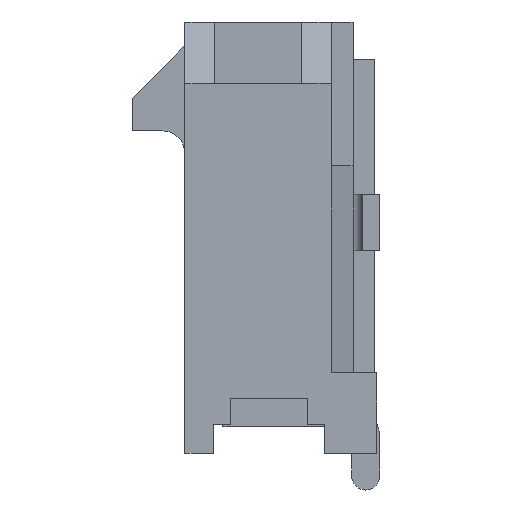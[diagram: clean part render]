
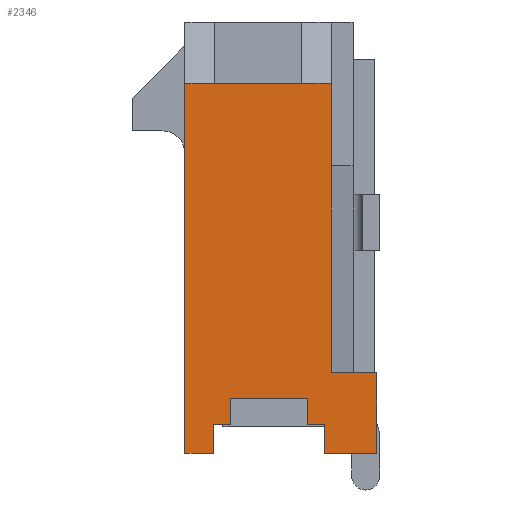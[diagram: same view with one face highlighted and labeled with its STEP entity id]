
A CAD part, left-side view. The second image highlights one B-rep face of the part: STEP entity #2346.
In plain terms, the highlighted planar face has unit normal (-1, 0, 0).
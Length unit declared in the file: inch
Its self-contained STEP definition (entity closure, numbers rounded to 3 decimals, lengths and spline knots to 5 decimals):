
#43 = CARTESIAN_POINT ( 'NONE',  ( -0.18996, -0.09724, 0.06496 ) ) ;
#216 = VERTEX_POINT ( 'NONE', #525 ) ;
#231 = VECTOR ( 'NONE', #4309, 39.37008 ) ;
#267 = EDGE_CURVE ( 'NONE', #5012, #216, #405, .T. ) ;
#314 = VECTOR ( 'NONE', #1059, 39.37008 ) ;
#405 = LINE ( 'NONE', #43, #231 ) ;
#413 = DIRECTION ( 'NONE',  ( 0., -1., 0. ) ) ;
#525 = CARTESIAN_POINT ( 'NONE',  ( -0.18996, -0.09724, -0.12205 ) ) ;
#551 = LINE ( 'NONE', #3030, #6142 ) ;
#575 = VERTEX_POINT ( 'NONE', #3946 ) ;
#628 = EDGE_CURVE ( 'NONE', #3880, #575, #2377, .T. ) ;
#709 = ORIENTED_EDGE ( 'NONE', *, *, #1127, .F. ) ;
#715 = VECTOR ( 'NONE', #5601, 39.37008 ) ;
#718 = LINE ( 'NONE', #2892, #1869 ) ;
#786 = DIRECTION ( 'NONE',  ( 0., 1., 0. ) ) ;
#824 = EDGE_CURVE ( 'NONE', #1396, #2814, #718, .T. ) ;
#832 = CARTESIAN_POINT ( 'NONE',  ( -0.18996, -0.0563, 0.13976 ) ) ;
#844 = CARTESIAN_POINT ( 'NONE',  ( -0.18996, -0.03445, -0.1685 ) ) ;
#918 = EDGE_CURVE ( 'NONE', #6011, #2897, #5285, .T. ) ;
#922 = DIRECTION ( 'NONE',  ( 0., 0., -1. ) ) ;
#964 = EDGE_CURVE ( 'NONE', #2897, #3004, #3734, .T. ) ;
#1059 = DIRECTION ( 'NONE',  ( 0., 1., 0. ) ) ;
#1127 = EDGE_CURVE ( 'NONE', #5012, #5120, #2620, .T. ) ;
#1143 = VECTOR ( 'NONE', #5187, 39.37008 ) ;
#1154 = LINE ( 'NONE', #844, #2981 ) ;
#1323 = LINE ( 'NONE', #2896, #3083 ) ;
#1349 = EDGE_CURVE ( 'NONE', #5892, #2713, #1939, .T. ) ;
#1396 = VERTEX_POINT ( 'NONE', #2844 ) ;
#1413 = DIRECTION ( 'NONE',  ( 0., 0., 1. ) ) ;
#1426 = CARTESIAN_POINT ( 'NONE',  ( -0.18996, 0.04921, 0.13976 ) ) ;
#1452 = DIRECTION ( 'NONE',  ( 0., -1., 0. ) ) ;
#1520 = ORIENTED_EDGE ( 'NONE', *, *, #4140, .T. ) ;
#1653 = VERTEX_POINT ( 'NONE', #5314 ) ;
#1654 = VECTOR ( 'NONE', #6406, 39.37008 ) ;
#1703 = EDGE_CURVE ( 'NONE', #1964, #3004, #5367, .T. ) ;
#1735 = CARTESIAN_POINT ( 'NONE',  ( -0.18996, 0.05, -0.1685 ) ) ;
#1837 = ORIENTED_EDGE ( 'NONE', *, *, #4768, .T. ) ;
#1869 = VECTOR ( 'NONE', #786, 39.37008 ) ;
#1896 = LINE ( 'NONE', #3675, #314 ) ;
#1906 = DIRECTION ( 'NONE',  ( 0., 0., 1. ) ) ;
#1935 = DIRECTION ( 'NONE',  ( 0., 1., 0. ) ) ;
#1939 = LINE ( 'NONE', #3186, #4685 ) ;
#1964 = VERTEX_POINT ( 'NONE', #5546 ) ;
#2043 = LINE ( 'NONE', #1735, #4527 ) ;
#2077 = ORIENTED_EDGE ( 'NONE', *, *, #3732, .F. ) ;
#2225 = EDGE_CURVE ( 'NONE', #2814, #4732, #1154, .T. ) ;
#2256 = ORIENTED_EDGE ( 'NONE', *, *, #267, .T. ) ;
#2346 = ADVANCED_FACE ( 'NONE', ( #7026 ), #5302, .F. ) ;
#2377 = LINE ( 'NONE', #6166, #1143 ) ;
#2465 = CARTESIAN_POINT ( 'NONE',  ( -0.18996, -0.05, -0.19488 ) ) ;
#2552 = VECTOR ( 'NONE', #1906, 39.37008 ) ;
#2570 = CARTESIAN_POINT ( 'NONE',  ( -0.18996, 0.03445, -0.14488 ) ) ;
#2620 = LINE ( 'NONE', #5202, #5965 ) ;
#2626 = VECTOR ( 'NONE', #4511, 39.37008 ) ;
#2661 = CARTESIAN_POINT ( 'NONE',  ( -0.18996, -0.0563, 0.06496 ) ) ;
#2713 = VERTEX_POINT ( 'NONE', #5444 ) ;
#2814 = VERTEX_POINT ( 'NONE', #3480 ) ;
#2820 = CARTESIAN_POINT ( 'NONE',  ( -0.18996, -0.03445, -0.14488 ) ) ;
#2844 = CARTESIAN_POINT ( 'NONE',  ( -0.18996, -0.05, -0.1685 ) ) ;
#2866 = CARTESIAN_POINT ( 'NONE',  ( -0.18996, -0.0563, -0.12205 ) ) ;
#2892 = CARTESIAN_POINT ( 'NONE',  ( -0.18996, -0.05, -0.1685 ) ) ;
#2896 = CARTESIAN_POINT ( 'NONE',  ( -0.18996, 0., 0.13976 ) ) ;
#2897 = VERTEX_POINT ( 'NONE', #832 ) ;
#2898 = ORIENTED_EDGE ( 'NONE', *, *, #1349, .F. ) ;
#2981 = VECTOR ( 'NONE', #1413, 39.37008 ) ;
#3004 = VERTEX_POINT ( 'NONE', #5779 ) ;
#3025 = EDGE_CURVE ( 'NONE', #4457, #5892, #4563, .T. ) ;
#3030 = CARTESIAN_POINT ( 'NONE',  ( -0.18996, -0.0563, -0.12205 ) ) ;
#3083 = VECTOR ( 'NONE', #5064, 39.37008 ) ;
#3095 = ORIENTED_EDGE ( 'NONE', *, *, #4814, .F. ) ;
#3114 = ORIENTED_EDGE ( 'NONE', *, *, #3025, .F. ) ;
#3143 = ORIENTED_EDGE ( 'NONE', *, *, #6549, .T. ) ;
#3186 = CARTESIAN_POINT ( 'NONE',  ( -0.18996, 0.03445, -0.1685 ) ) ;
#3480 = CARTESIAN_POINT ( 'NONE',  ( -0.18996, -0.03445, -0.1685 ) ) ;
#3629 = CARTESIAN_POINT ( 'NONE',  ( -0.18996, 0.03445, -0.1685 ) ) ;
#3675 = CARTESIAN_POINT ( 'NONE',  ( -0.18996, -0.03445, -0.14488 ) ) ;
#3732 = EDGE_CURVE ( 'NONE', #4732, #4457, #1896, .T. ) ;
#3734 = LINE ( 'NONE', #3939, #715 ) ;
#3815 = ORIENTED_EDGE ( 'NONE', *, *, #5061, .F. ) ;
#3880 = VERTEX_POINT ( 'NONE', #6589 ) ;
#3897 = VECTOR ( 'NONE', #413, 39.37008 ) ;
#3932 = ORIENTED_EDGE ( 'NONE', *, *, #1703, .F. ) ;
#3939 = CARTESIAN_POINT ( 'NONE',  ( -0.18996, 0., 0.13976 ) ) ;
#3946 = CARTESIAN_POINT ( 'NONE',  ( -0.18996, 0.07598, -0.19488 ) ) ;
#4140 = EDGE_CURVE ( 'NONE', #1964, #5327, #1323, .T. ) ;
#4171 = DIRECTION ( 'NONE',  ( 1., 0., 0. ) ) ;
#4188 = CARTESIAN_POINT ( 'NONE',  ( -0.18996, -0.09724, -0.19488 ) ) ;
#4217 = ORIENTED_EDGE ( 'NONE', *, *, #4963, .F. ) ;
#4220 = CARTESIAN_POINT ( 'NONE',  ( -0.18996, 0.03445, -0.14488 ) ) ;
#4309 = DIRECTION ( 'NONE',  ( 0., 0., 1. ) ) ;
#4438 = LINE ( 'NONE', #2866, #4883 ) ;
#4457 = VERTEX_POINT ( 'NONE', #2570 ) ;
#4511 = DIRECTION ( 'NONE',  ( 0., 0., 1. ) ) ;
#4527 = VECTOR ( 'NONE', #6649, 39.37008 ) ;
#4563 = LINE ( 'NONE', #4220, #1654 ) ;
#4638 = VECTOR ( 'NONE', #922, 39.37008 ) ;
#4685 = VECTOR ( 'NONE', #5401, 39.37008 ) ;
#4732 = VERTEX_POINT ( 'NONE', #2820 ) ;
#4747 = CARTESIAN_POINT ( 'NONE',  ( -0.18996, 0.07598, 0.13976 ) ) ;
#4768 = EDGE_CURVE ( 'NONE', #1653, #6011, #4438, .T. ) ;
#4814 = EDGE_CURVE ( 'NONE', #2713, #3880, #2043, .T. ) ;
#4883 = VECTOR ( 'NONE', #6711, 39.37008 ) ;
#4963 = EDGE_CURVE ( 'NONE', #5120, #1396, #6563, .T. ) ;
#5012 = VERTEX_POINT ( 'NONE', #4188 ) ;
#5032 = ORIENTED_EDGE ( 'NONE', *, *, #918, .T. ) ;
#5061 = EDGE_CURVE ( 'NONE', #1653, #216, #551, .T. ) ;
#5064 = DIRECTION ( 'NONE',  ( 0., 1., 0. ) ) ;
#5120 = VERTEX_POINT ( 'NONE', #5368 ) ;
#5187 = DIRECTION ( 'NONE',  ( 0., 1., 0. ) ) ;
#5202 = CARTESIAN_POINT ( 'NONE',  ( -0.18996, 0.07598, -0.19488 ) ) ;
#5225 = EDGE_LOOP ( 'NONE', ( #5032, #6972, #3932, #1520, #3143, #5689, #3095, #2898, #3114, #2077, #6493, #6106, #4217, #709, #2256, #3815, #1837 ) ) ;
#5285 = LINE ( 'NONE', #6131, #2626 ) ;
#5302 = PLANE ( 'NONE',  #6382 ) ;
#5314 = CARTESIAN_POINT ( 'NONE',  ( -0.18996, -0.0563, -0.12205 ) ) ;
#5327 = VERTEX_POINT ( 'NONE', #4747 ) ;
#5367 = LINE ( 'NONE', #1426, #3897 ) ;
#5368 = CARTESIAN_POINT ( 'NONE',  ( -0.18996, -0.05, -0.19488 ) ) ;
#5401 = DIRECTION ( 'NONE',  ( 0., 1., 0. ) ) ;
#5444 = CARTESIAN_POINT ( 'NONE',  ( -0.18996, 0.05, -0.1685 ) ) ;
#5546 = CARTESIAN_POINT ( 'NONE',  ( -0.18996, 0.04921, 0.13976 ) ) ;
#5601 = DIRECTION ( 'NONE',  ( 0., 1., 0. ) ) ;
#5689 = ORIENTED_EDGE ( 'NONE', *, *, #628, .F. ) ;
#5779 = CARTESIAN_POINT ( 'NONE',  ( -0.18996, -0.02953, 0.13976 ) ) ;
#5837 = CARTESIAN_POINT ( 'NONE',  ( -0.18996, 0., 0. ) ) ;
#5872 = DIRECTION ( 'NONE',  ( 0., 0., -1. ) ) ;
#5892 = VERTEX_POINT ( 'NONE', #3629 ) ;
#5965 = VECTOR ( 'NONE', #1935, 39.37008 ) ;
#6011 = VERTEX_POINT ( 'NONE', #2661 ) ;
#6083 = LINE ( 'NONE', #6958, #4638 ) ;
#6106 = ORIENTED_EDGE ( 'NONE', *, *, #824, .F. ) ;
#6131 = CARTESIAN_POINT ( 'NONE',  ( -0.18996, -0.0563, 0.19488 ) ) ;
#6142 = VECTOR ( 'NONE', #1452, 39.37008 ) ;
#6166 = CARTESIAN_POINT ( 'NONE',  ( -0.18996, 0.07598, -0.19488 ) ) ;
#6382 = AXIS2_PLACEMENT_3D ( 'NONE', #5837, #4171, #5872 ) ;
#6406 = DIRECTION ( 'NONE',  ( 0., 0., -1. ) ) ;
#6493 = ORIENTED_EDGE ( 'NONE', *, *, #2225, .F. ) ;
#6549 = EDGE_CURVE ( 'NONE', #5327, #575, #6083, .T. ) ;
#6563 = LINE ( 'NONE', #2465, #2552 ) ;
#6589 = CARTESIAN_POINT ( 'NONE',  ( -0.18996, 0.05, -0.19488 ) ) ;
#6649 = DIRECTION ( 'NONE',  ( 0., 0., -1. ) ) ;
#6711 = DIRECTION ( 'NONE',  ( 0., 0., 1. ) ) ;
#6958 = CARTESIAN_POINT ( 'NONE',  ( -0.18996, 0.07598, -0.14488 ) ) ;
#6972 = ORIENTED_EDGE ( 'NONE', *, *, #964, .T. ) ;
#7026 = FACE_OUTER_BOUND ( 'NONE', #5225, .T. ) ;
